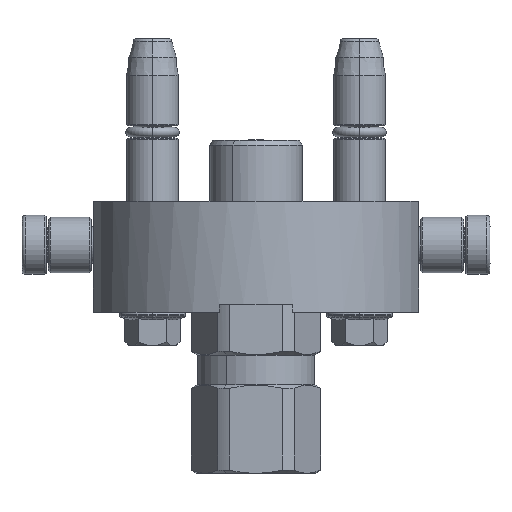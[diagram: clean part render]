
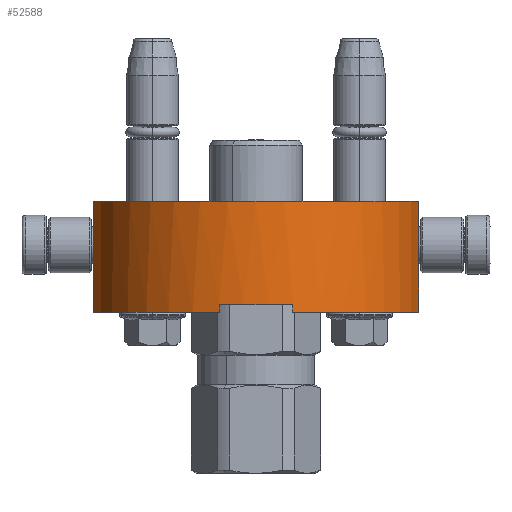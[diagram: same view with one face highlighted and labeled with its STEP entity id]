
A CAD part, left-side view. The second image highlights one B-rep face of the part: STEP entity #52588.
In plain terms, the highlighted cylindrical face has radius 44.75 mm (diameter 89.5 mm), a partial arc.
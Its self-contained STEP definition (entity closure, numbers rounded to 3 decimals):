
#2286 = CIRCLE ( 'NONE', #7524, 44.75 ) ;
#6643 = CARTESIAN_POINT ( 'NONE',  ( 0., 0., 0. ) ) ;
#7194 = ORIENTED_EDGE ( 'NONE', *, *, #12919, .F. ) ;
#7235 = CARTESIAN_POINT ( 'NONE',  ( -10., 28., 43.618 ) ) ;
#7493 = CIRCLE ( 'NONE', #13740, 44.75 ) ;
#7524 = AXIS2_PLACEMENT_3D ( 'NONE', #19667, #48021, #11842 ) ;
#7783 = CARTESIAN_POINT ( 'NONE',  ( 0., 30., 0. ) ) ;
#8111 = ORIENTED_EDGE ( 'NONE', *, *, #26295, .T. ) ;
#8992 = EDGE_CURVE ( 'NONE', #25393, #35441, #38725, .T. ) ;
#10216 = ORIENTED_EDGE ( 'NONE', *, *, #49325, .T. ) ;
#10911 = ORIENTED_EDGE ( 'NONE', *, *, #27934, .T. ) ;
#11842 = DIRECTION ( 'NONE',  ( 0.223, 0., 0.975 ) ) ;
#12352 = LINE ( 'NONE', #40639, #50376 ) ;
#12919 = EDGE_CURVE ( 'NONE', #32816, #30514, #7493, .T. ) ;
#13007 = DIRECTION ( 'NONE',  ( 0., 1., 0. ) ) ;
#13170 = CARTESIAN_POINT ( 'NONE',  ( 44., 0., 8.159 ) ) ;
#13740 = AXIS2_PLACEMENT_3D ( 'NONE', #7783, #36148, #40203 ) ;
#14061 = CARTESIAN_POINT ( 'NONE',  ( -10., 28., 43.618 ) ) ;
#15284 = CIRCLE ( 'NONE', #28412, 44.75 ) ;
#15360 = VERTEX_POINT ( 'NONE', #49109 ) ;
#15431 = VECTOR ( 'NONE', #13007, 1000. ) ;
#17868 = VERTEX_POINT ( 'NONE', #48361 ) ;
#18381 = DIRECTION ( 'NONE',  ( 0., -1., 0. ) ) ;
#18432 = ORIENTED_EDGE ( 'NONE', *, *, #21751, .F. ) ;
#19519 = DIRECTION ( 'NONE',  ( -0.223, 0., 0.975 ) ) ;
#19667 = CARTESIAN_POINT ( 'NONE',  ( 0., 30., 0. ) ) ;
#19707 = FACE_OUTER_BOUND ( 'NONE', #24442, .T. ) ;
#21441 = ORIENTED_EDGE ( 'NONE', *, *, #47692, .F. ) ;
#21485 = DIRECTION ( 'NONE',  ( 0., 1., 0. ) ) ;
#21749 = LINE ( 'NONE', #14061, #40153 ) ;
#21751 = EDGE_CURVE ( 'NONE', #17868, #45108, #2286, .T. ) ;
#22807 = DIRECTION ( 'NONE',  ( 1., 0., 0. ) ) ;
#24442 = EDGE_LOOP ( 'NONE', ( #10216, #7194, #25857, #10911, #8111, #18432, #21441, #42436 ) ) ;
#24810 = EDGE_CURVE ( 'NONE', #45161, #32816, #49133, .T. ) ;
#25385 = CYLINDRICAL_SURFACE ( 'NONE', #48439, 44.75 ) ;
#25393 = VERTEX_POINT ( 'NONE', #7235 ) ;
#25857 = ORIENTED_EDGE ( 'NONE', *, *, #24810, .F. ) ;
#25864 = CARTESIAN_POINT ( 'NONE',  ( 10., 28., 43.618 ) ) ;
#26295 = EDGE_CURVE ( 'NONE', #15360, #45108, #37562, .T. ) ;
#26394 = CARTESIAN_POINT ( 'NONE',  ( 0., 0., 0. ) ) ;
#27934 = EDGE_CURVE ( 'NONE', #45161, #15360, #15284, .T. ) ;
#28412 = AXIS2_PLACEMENT_3D ( 'NONE', #6643, #39077, #47602 ) ;
#30514 = VERTEX_POINT ( 'NONE', #46366 ) ;
#32816 = VERTEX_POINT ( 'NONE', #42480 ) ;
#33194 = CARTESIAN_POINT ( 'NONE',  ( -44., 0., 8.159 ) ) ;
#34389 = CARTESIAN_POINT ( 'NONE',  ( 44., 30., 8.159 ) ) ;
#35441 = VERTEX_POINT ( 'NONE', #25864 ) ;
#35980 = CARTESIAN_POINT ( 'NONE',  ( 0., 28., 0. ) ) ;
#36148 = DIRECTION ( 'NONE',  ( 0., 1., 0. ) ) ;
#36749 = DIRECTION ( 'NONE',  ( 0., 1., 0. ) ) ;
#37562 = LINE ( 'NONE', #13170, #15431 ) ;
#38328 = VECTOR ( 'NONE', #21485, 1000. ) ;
#38725 = CIRCLE ( 'NONE', #49607, 44.75 ) ;
#38972 = CARTESIAN_POINT ( 'NONE',  ( -44., 0., 8.159 ) ) ;
#39077 = DIRECTION ( 'NONE',  ( 0., 1., 0. ) ) ;
#40153 = VECTOR ( 'NONE', #42208, 1000. ) ;
#40203 = DIRECTION ( 'NONE',  ( -0.983, 0., 0.182 ) ) ;
#40639 = CARTESIAN_POINT ( 'NONE',  ( 10., 28., 43.618 ) ) ;
#42208 = DIRECTION ( 'NONE',  ( 0., 1., 0. ) ) ;
#42436 = ORIENTED_EDGE ( 'NONE', *, *, #8992, .F. ) ;
#42480 = CARTESIAN_POINT ( 'NONE',  ( -44., 30., 8.159 ) ) ;
#43760 = DIRECTION ( 'NONE',  ( 0., 1., 0. ) ) ;
#45108 = VERTEX_POINT ( 'NONE', #34389 ) ;
#45161 = VERTEX_POINT ( 'NONE', #38972 ) ;
#46366 = CARTESIAN_POINT ( 'NONE',  ( -10., 30., 43.618 ) ) ;
#47602 = DIRECTION ( 'NONE',  ( -0.983, 0., 0.182 ) ) ;
#47692 = EDGE_CURVE ( 'NONE', #35441, #17868, #12352, .T. ) ;
#48021 = DIRECTION ( 'NONE',  ( 0., 1., 0. ) ) ;
#48361 = CARTESIAN_POINT ( 'NONE',  ( 10., 30., 43.618 ) ) ;
#48439 = AXIS2_PLACEMENT_3D ( 'NONE', #26394, #18381, #22807 ) ;
#49109 = CARTESIAN_POINT ( 'NONE',  ( 44., 0., 8.159 ) ) ;
#49133 = LINE ( 'NONE', #33194, #38328 ) ;
#49325 = EDGE_CURVE ( 'NONE', #25393, #30514, #21749, .T. ) ;
#49607 = AXIS2_PLACEMENT_3D ( 'NONE', #35980, #43760, #19519 ) ;
#50376 = VECTOR ( 'NONE', #36749, 1000. ) ;
#52588 = ADVANCED_FACE ( 'NONE', ( #19707 ), #25385, .T. ) ;
